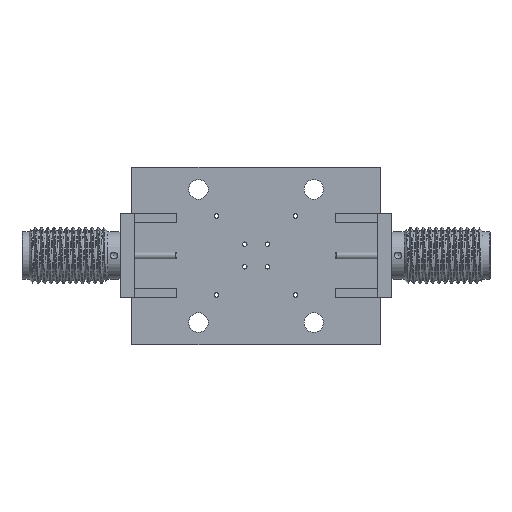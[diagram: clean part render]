
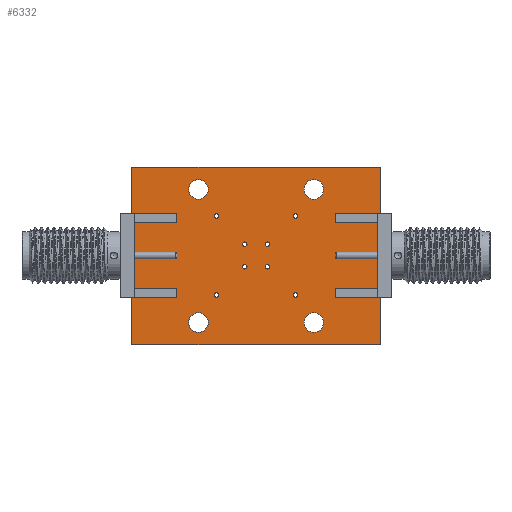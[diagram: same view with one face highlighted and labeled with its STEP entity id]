
A CAD part, top view. The second image highlights one B-rep face of the part: STEP entity #6332.
In plain terms, the highlighted planar face has unit normal (0, 0, 1).
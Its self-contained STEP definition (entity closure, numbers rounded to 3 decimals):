
#6088 = VERTEX_POINT('',#6089);
#6089 = CARTESIAN_POINT('',(142.5,-81.555,1.51));
#6095 = EDGE_CURVE('',#6088,#6096,#6098,.T.);
#6096 = VERTEX_POINT('',#6097);
#6097 = CARTESIAN_POINT('',(114.5,-81.555,1.51));
#6098 = LINE('',#6099,#6100);
#6099 = CARTESIAN_POINT('',(142.5,-81.555,1.51));
#6100 = VECTOR('',#6101,1.);
#6101 = DIRECTION('',(-1.,0.,0.));
#6128 = VERTEX_POINT('',#6129);
#6129 = CARTESIAN_POINT('',(142.5,-61.555,1.51));
#6135 = EDGE_CURVE('',#6128,#6088,#6136,.T.);
#6136 = LINE('',#6137,#6138);
#6137 = CARTESIAN_POINT('',(142.5,-61.555,1.51));
#6138 = VECTOR('',#6139,1.);
#6139 = DIRECTION('',(0.,-1.,0.));
#6157 = EDGE_CURVE('',#6096,#6158,#6160,.T.);
#6158 = VERTEX_POINT('',#6159);
#6159 = CARTESIAN_POINT('',(114.5,-61.555,1.51));
#6160 = LINE('',#6161,#6162);
#6161 = CARTESIAN_POINT('',(114.5,-81.555,1.51));
#6162 = VECTOR('',#6163,1.);
#6163 = DIRECTION('',(0.,1.,0.));
#6332 = ADVANCED_FACE('',(#6333,#6344,#6355,#6366,#6377,#6388,#6399,
    #6410,#6421,#6432,#6443,#6454,#6465),#6476,.T.);
#6333 = FACE_BOUND('',#6334,.T.);
#6334 = EDGE_LOOP('',(#6335,#6336,#6337,#6343));
#6335 = ORIENTED_EDGE('',*,*,#6095,.F.);
#6336 = ORIENTED_EDGE('',*,*,#6135,.F.);
#6337 = ORIENTED_EDGE('',*,*,#6338,.F.);
#6338 = EDGE_CURVE('',#6158,#6128,#6339,.T.);
#6339 = LINE('',#6340,#6341);
#6340 = CARTESIAN_POINT('',(114.5,-61.555,1.51));
#6341 = VECTOR('',#6342,1.);
#6342 = DIRECTION('',(1.,0.,0.));
#6343 = ORIENTED_EDGE('',*,*,#6157,.F.);
#6344 = FACE_BOUND('',#6345,.T.);
#6345 = EDGE_LOOP('',(#6346));
#6346 = ORIENTED_EDGE('',*,*,#6347,.T.);
#6347 = EDGE_CURVE('',#6348,#6348,#6350,.T.);
#6348 = VERTEX_POINT('',#6349);
#6349 = CARTESIAN_POINT('',(122.,-80.155,1.51));
#6350 = CIRCLE('',#6351,1.1);
#6351 = AXIS2_PLACEMENT_3D('',#6352,#6353,#6354);
#6352 = CARTESIAN_POINT('',(122.,-79.055,1.51));
#6353 = DIRECTION('',(-0.,0.,-1.));
#6354 = DIRECTION('',(-0.,-1.,0.));
#6355 = FACE_BOUND('',#6356,.T.);
#6356 = EDGE_LOOP('',(#6357));
#6357 = ORIENTED_EDGE('',*,*,#6358,.T.);
#6358 = EDGE_CURVE('',#6359,#6359,#6361,.T.);
#6359 = VERTEX_POINT('',#6360);
#6360 = CARTESIAN_POINT('',(124.045,-76.199,1.51));
#6361 = CIRCLE('',#6362,0.254);
#6362 = AXIS2_PLACEMENT_3D('',#6363,#6364,#6365);
#6363 = CARTESIAN_POINT('',(124.045,-75.945,1.51));
#6364 = DIRECTION('',(-0.,0.,-1.));
#6365 = DIRECTION('',(-0.,-1.,0.));
#6366 = FACE_BOUND('',#6367,.T.);
#6367 = EDGE_LOOP('',(#6368));
#6368 = ORIENTED_EDGE('',*,*,#6369,.T.);
#6369 = EDGE_CURVE('',#6370,#6370,#6372,.T.);
#6370 = VERTEX_POINT('',#6371);
#6371 = CARTESIAN_POINT('',(127.22,-73.024,1.51));
#6372 = CIRCLE('',#6373,0.254);
#6373 = AXIS2_PLACEMENT_3D('',#6374,#6375,#6376);
#6374 = CARTESIAN_POINT('',(127.22,-72.77,1.51));
#6375 = DIRECTION('',(-0.,0.,-1.));
#6376 = DIRECTION('',(-0.,-1.,0.));
#6377 = FACE_BOUND('',#6378,.T.);
#6378 = EDGE_LOOP('',(#6379));
#6379 = ORIENTED_EDGE('',*,*,#6380,.T.);
#6380 = EDGE_CURVE('',#6381,#6381,#6383,.T.);
#6381 = VERTEX_POINT('',#6382);
#6382 = CARTESIAN_POINT('',(135.,-80.155,1.51));
#6383 = CIRCLE('',#6384,1.1);
#6384 = AXIS2_PLACEMENT_3D('',#6385,#6386,#6387);
#6385 = CARTESIAN_POINT('',(135.,-79.055,1.51));
#6386 = DIRECTION('',(-0.,0.,-1.));
#6387 = DIRECTION('',(-0.,-1.,0.));
#6388 = FACE_BOUND('',#6389,.T.);
#6389 = EDGE_LOOP('',(#6390));
#6390 = ORIENTED_EDGE('',*,*,#6391,.T.);
#6391 = EDGE_CURVE('',#6392,#6392,#6394,.T.);
#6392 = VERTEX_POINT('',#6393);
#6393 = CARTESIAN_POINT('',(132.935,-76.199,1.51));
#6394 = CIRCLE('',#6395,0.254);
#6395 = AXIS2_PLACEMENT_3D('',#6396,#6397,#6398);
#6396 = CARTESIAN_POINT('',(132.935,-75.945,1.51));
#6397 = DIRECTION('',(-0.,0.,-1.));
#6398 = DIRECTION('',(-0.,-1.,0.));
#6399 = FACE_BOUND('',#6400,.T.);
#6400 = EDGE_LOOP('',(#6401));
#6401 = ORIENTED_EDGE('',*,*,#6402,.T.);
#6402 = EDGE_CURVE('',#6403,#6403,#6405,.T.);
#6403 = VERTEX_POINT('',#6404);
#6404 = CARTESIAN_POINT('',(129.76,-73.024,1.51));
#6405 = CIRCLE('',#6406,0.254);
#6406 = AXIS2_PLACEMENT_3D('',#6407,#6408,#6409);
#6407 = CARTESIAN_POINT('',(129.76,-72.77,1.51));
#6408 = DIRECTION('',(-0.,0.,-1.));
#6409 = DIRECTION('',(-0.,-1.,0.));
#6410 = FACE_BOUND('',#6411,.T.);
#6411 = EDGE_LOOP('',(#6412));
#6412 = ORIENTED_EDGE('',*,*,#6413,.T.);
#6413 = EDGE_CURVE('',#6414,#6414,#6416,.T.);
#6414 = VERTEX_POINT('',#6415);
#6415 = CARTESIAN_POINT('',(127.22,-70.484,1.51));
#6416 = CIRCLE('',#6417,0.254);
#6417 = AXIS2_PLACEMENT_3D('',#6418,#6419,#6420);
#6418 = CARTESIAN_POINT('',(127.22,-70.23,1.51));
#6419 = DIRECTION('',(-0.,0.,-1.));
#6420 = DIRECTION('',(-0.,-1.,0.));
#6421 = FACE_BOUND('',#6422,.T.);
#6422 = EDGE_LOOP('',(#6423));
#6423 = ORIENTED_EDGE('',*,*,#6424,.T.);
#6424 = EDGE_CURVE('',#6425,#6425,#6427,.T.);
#6425 = VERTEX_POINT('',#6426);
#6426 = CARTESIAN_POINT('',(124.045,-67.309,1.51));
#6427 = CIRCLE('',#6428,0.254);
#6428 = AXIS2_PLACEMENT_3D('',#6429,#6430,#6431);
#6429 = CARTESIAN_POINT('',(124.045,-67.055,1.51));
#6430 = DIRECTION('',(-0.,0.,-1.));
#6431 = DIRECTION('',(-0.,-1.,0.));
#6432 = FACE_BOUND('',#6433,.T.);
#6433 = EDGE_LOOP('',(#6434));
#6434 = ORIENTED_EDGE('',*,*,#6435,.T.);
#6435 = EDGE_CURVE('',#6436,#6436,#6438,.T.);
#6436 = VERTEX_POINT('',#6437);
#6437 = CARTESIAN_POINT('',(122.,-65.155,1.51));
#6438 = CIRCLE('',#6439,1.1);
#6439 = AXIS2_PLACEMENT_3D('',#6440,#6441,#6442);
#6440 = CARTESIAN_POINT('',(122.,-64.055,1.51));
#6441 = DIRECTION('',(-0.,0.,-1.));
#6442 = DIRECTION('',(-0.,-1.,0.));
#6443 = FACE_BOUND('',#6444,.T.);
#6444 = EDGE_LOOP('',(#6445));
#6445 = ORIENTED_EDGE('',*,*,#6446,.T.);
#6446 = EDGE_CURVE('',#6447,#6447,#6449,.T.);
#6447 = VERTEX_POINT('',#6448);
#6448 = CARTESIAN_POINT('',(129.76,-70.484,1.51));
#6449 = CIRCLE('',#6450,0.254);
#6450 = AXIS2_PLACEMENT_3D('',#6451,#6452,#6453);
#6451 = CARTESIAN_POINT('',(129.76,-70.23,1.51));
#6452 = DIRECTION('',(-0.,0.,-1.));
#6453 = DIRECTION('',(-0.,-1.,0.));
#6454 = FACE_BOUND('',#6455,.T.);
#6455 = EDGE_LOOP('',(#6456));
#6456 = ORIENTED_EDGE('',*,*,#6457,.T.);
#6457 = EDGE_CURVE('',#6458,#6458,#6460,.T.);
#6458 = VERTEX_POINT('',#6459);
#6459 = CARTESIAN_POINT('',(132.935,-67.309,1.51));
#6460 = CIRCLE('',#6461,0.254);
#6461 = AXIS2_PLACEMENT_3D('',#6462,#6463,#6464);
#6462 = CARTESIAN_POINT('',(132.935,-67.055,1.51));
#6463 = DIRECTION('',(-0.,0.,-1.));
#6464 = DIRECTION('',(-0.,-1.,0.));
#6465 = FACE_BOUND('',#6466,.T.);
#6466 = EDGE_LOOP('',(#6467));
#6467 = ORIENTED_EDGE('',*,*,#6468,.T.);
#6468 = EDGE_CURVE('',#6469,#6469,#6471,.T.);
#6469 = VERTEX_POINT('',#6470);
#6470 = CARTESIAN_POINT('',(135.,-65.155,1.51));
#6471 = CIRCLE('',#6472,1.1);
#6472 = AXIS2_PLACEMENT_3D('',#6473,#6474,#6475);
#6473 = CARTESIAN_POINT('',(135.,-64.055,1.51));
#6474 = DIRECTION('',(-0.,0.,-1.));
#6475 = DIRECTION('',(-0.,-1.,0.));
#6476 = PLANE('',#6477);
#6477 = AXIS2_PLACEMENT_3D('',#6478,#6479,#6480);
#6478 = CARTESIAN_POINT('',(0.,0.,1.51));
#6479 = DIRECTION('',(0.,0.,1.));
#6480 = DIRECTION('',(1.,0.,-0.));
